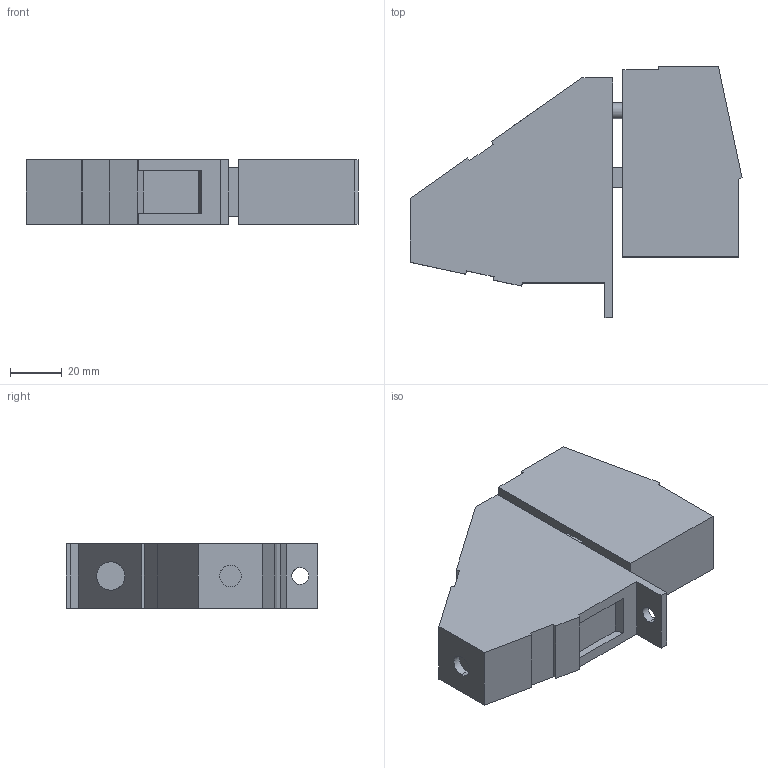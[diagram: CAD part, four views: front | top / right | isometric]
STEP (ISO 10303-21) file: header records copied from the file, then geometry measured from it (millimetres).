
FILE_DESCRIPTION(('SolidDesigner STEP Export'),'2;1');
FILE_NAME('0714118_hdfkv95-f-z-select.stp','2008-10-21T11:05:27',(''),(''),'OneSpace Designer STEP processor for AP214 (Solid Model)','OneSpace Designer 14.50 18-Oct-2006 (C) CoCreate Software GmbH','');
FILE_SCHEMA(('AUTOMOTIVE_DESIGN { 1 0 10303 214 1 1 1 1 }'));
Length unit declared in the file: millimetre
Products named in the file (2): 0714118_hdfkv95-f-z-select
Assembly tree (1 placements, depth 2):
  0714118_hdfkv95-f-z-select
    0714118_hdfkv95-f-z-select
Bounding box: 128.78 x 97.4 x 25 mm (x, y, z)
Volume: 188851.2 mm3; surface area: 30129.4 mm2
Topology: 1 solids, 1 shells, 54 faces, 144 edges, 97 vertices
Faces by surface type: plane 44, cylinder 10
Entity records: 1630 total; most frequent: ORIENTED_EDGE 288, CARTESIAN_POINT 277, DIRECTION 241, EDGE_CURVE 144, VECTOR 119, LINE 119, VERTEX_POINT 97, EDGE_LOOP 63
